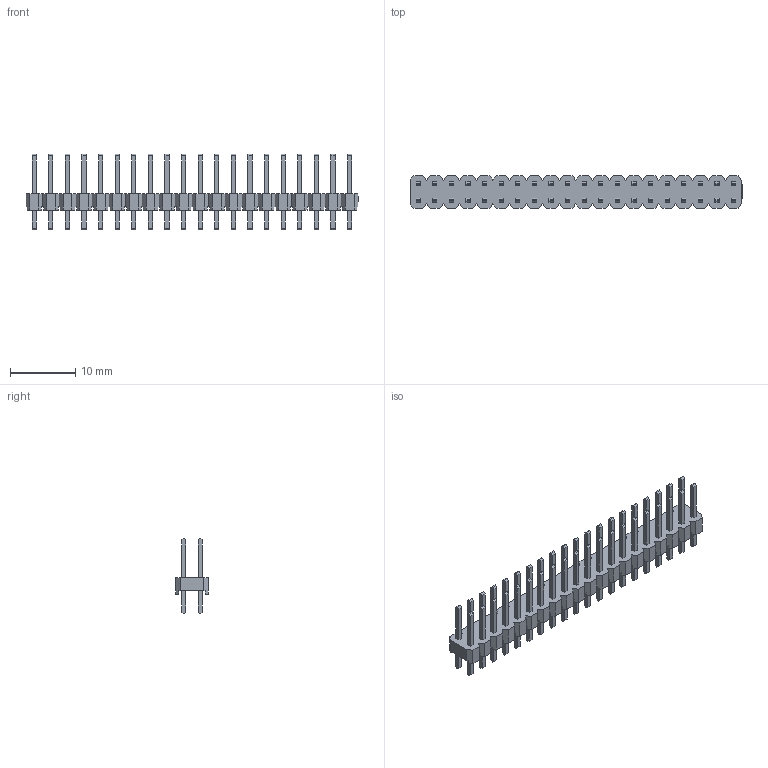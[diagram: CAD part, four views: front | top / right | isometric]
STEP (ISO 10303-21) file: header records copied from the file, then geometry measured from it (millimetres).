
FILE_DESCRIPTION(('Open CASCADE Model'),'2;1');
FILE_NAME('Open CASCADE Shape Model','2025-10-29T14:09:52',('Author'),( 'Open CASCADE'),'Open CASCADE STEP processor 7.9','Open CASCADE 7.9' ,'Unknown');
FILE_SCHEMA(('AUTOMOTIVE_DESIGN { 1 0 10303 214 1 1 1 1 }'));
Length unit declared in the file: millimetre
Products named in the file (1): SOLID
Bounding box: 50.81 x 5 x 11.54 mm (x, y, z)
Volume: 654 mm3; surface area: 1795.1 mm2
Topology: 1 solids, 1 shells, 1048 faces, 2820 edges, 1880 vertices
Faces by surface type: bspline 1048
Entity records: 34063 total; most frequent: CARTESIAN_POINT 13501, ORIENTED_EDGE 5640, EDGE_CURVE 2820, B_SPLINE_CURVE_WITH_KNOTS 2820, VERTEX_POINT 1880, FACE_BOUND 1154, EDGE_LOOP 1154, ADVANCED_FACE 1048
